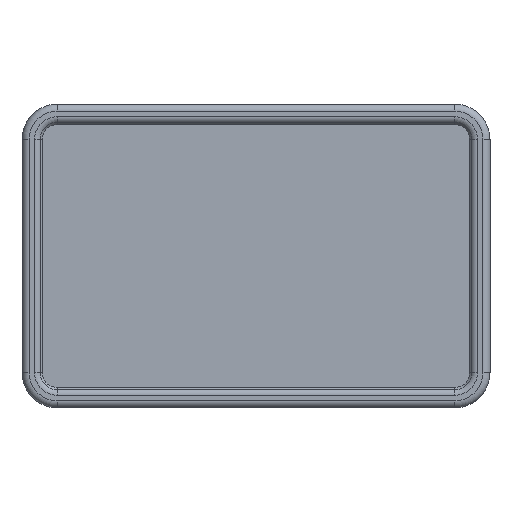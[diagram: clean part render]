
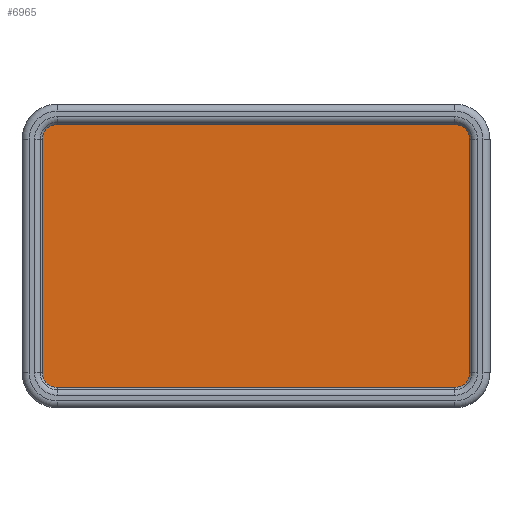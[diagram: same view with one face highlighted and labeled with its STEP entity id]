
A CAD part, front view. The second image highlights one B-rep face of the part: STEP entity #6965.
In plain terms, the highlighted planar face has unit normal (0, -1, 0).
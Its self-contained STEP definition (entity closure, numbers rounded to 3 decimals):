
#129 = CARTESIAN_POINT ( 'NONE',  ( -11.25, 0.3, 6.6 ) ) ;
#853 = CARTESIAN_POINT ( 'NONE',  ( 11.25, 0.3, 7.448 ) ) ;
#915 = DIRECTION ( 'NONE',  ( 0., 0., -1. ) ) ;
#954 = EDGE_CURVE ( 'NONE', #5104, #8503, #7530, .T. ) ;
#1043 = ORIENTED_EDGE ( 'NONE', *, *, #954, .F. ) ;
#1273 = AXIS2_PLACEMENT_3D ( 'NONE', #3230, #7811, #3873 ) ;
#1294 = DIRECTION ( 'NONE',  ( -1., 0., 0. ) ) ;
#1337 = DIRECTION ( 'NONE',  ( 0., 0., -1. ) ) ;
#1384 = CARTESIAN_POINT ( 'NONE',  ( -12.098, 0.3, -6.6 ) ) ;
#1461 = ORIENTED_EDGE ( 'NONE', *, *, #1469, .F. ) ;
#1469 = EDGE_CURVE ( 'NONE', #1499, #5310, #8770, .T. ) ;
#1499 = VERTEX_POINT ( 'NONE', #6434 ) ;
#1728 = LINE ( 'NONE', #8578, #5701 ) ;
#1876 = EDGE_CURVE ( 'NONE', #5310, #7699, #4077, .T. ) ;
#2006 = VERTEX_POINT ( 'NONE', #4402 ) ;
#2111 = CARTESIAN_POINT ( 'NONE',  ( -11.25, 0.3, -6.6 ) ) ;
#2278 = ORIENTED_EDGE ( 'NONE', *, *, #1876, .F. ) ;
#2282 = VECTOR ( 'NONE', #8614, 1000. ) ;
#2346 = EDGE_CURVE ( 'NONE', #8503, #1499, #1728, .T. ) ;
#2446 = AXIS2_PLACEMENT_3D ( 'NONE', #5607, #7362, #6769 ) ;
#2876 = PLANE ( 'NONE',  #3728 ) ;
#2916 = DIRECTION ( 'NONE',  ( 0., 0., 1. ) ) ;
#3122 = ORIENTED_EDGE ( 'NONE', *, *, #2346, .F. ) ;
#3127 = ORIENTED_EDGE ( 'NONE', *, *, #6706, .F. ) ;
#3230 = CARTESIAN_POINT ( 'NONE',  ( 11.25, 0.3, -6.6 ) ) ;
#3518 = CARTESIAN_POINT ( 'NONE',  ( 11.25, 0.3, 6.6 ) ) ;
#3728 = AXIS2_PLACEMENT_3D ( 'NONE', #2111, #7632, #2916 ) ;
#3733 = CARTESIAN_POINT ( 'NONE',  ( 11.25, 0.3, -7.448 ) ) ;
#3873 = DIRECTION ( 'NONE',  ( 0., 0., -1. ) ) ;
#4077 = LINE ( 'NONE', #9358, #10126 ) ;
#4304 = DIRECTION ( 'NONE',  ( 0., 0., -1. ) ) ;
#4402 = CARTESIAN_POINT ( 'NONE',  ( -11.25, 0.3, 7.448 ) ) ;
#4629 = LINE ( 'NONE', #6258, #2282 ) ;
#5033 = CARTESIAN_POINT ( 'NONE',  ( 12.098, 0.3, 6.6 ) ) ;
#5104 = VERTEX_POINT ( 'NONE', #7321 ) ;
#5135 = LINE ( 'NONE', #9264, #6995 ) ;
#5163 = ORIENTED_EDGE ( 'NONE', *, *, #8623, .F. ) ;
#5206 = AXIS2_PLACEMENT_3D ( 'NONE', #129, #5660, #915 ) ;
#5310 = VERTEX_POINT ( 'NONE', #1384 ) ;
#5450 = DIRECTION ( 'NONE',  ( 0., 0., 1. ) ) ;
#5607 = CARTESIAN_POINT ( 'NONE',  ( -11.25, 0.3, -6.6 ) ) ;
#5660 = DIRECTION ( 'NONE',  ( 0., 1., 0. ) ) ;
#5701 = VECTOR ( 'NONE', #1294, 1000. ) ;
#6258 = CARTESIAN_POINT ( 'NONE',  ( -11.25, 0.3, 7.448 ) ) ;
#6420 = CARTESIAN_POINT ( 'NONE',  ( -12.098, 0.3, 6.6 ) ) ;
#6434 = CARTESIAN_POINT ( 'NONE',  ( -11.25, 0.3, -7.448 ) ) ;
#6582 = ORIENTED_EDGE ( 'NONE', *, *, #8003, .F. ) ;
#6706 = EDGE_CURVE ( 'NONE', #7699, #2006, #9340, .T. ) ;
#6769 = DIRECTION ( 'NONE',  ( 0., 0., -1. ) ) ;
#6898 = FACE_OUTER_BOUND ( 'NONE', #9895, .T. ) ;
#6965 = ADVANCED_FACE ( 'NONE', ( #6898 ), #2876, .T. ) ;
#6995 = VECTOR ( 'NONE', #1337, 1000. ) ;
#7321 = CARTESIAN_POINT ( 'NONE',  ( 12.098, 0.3, -6.6 ) ) ;
#7362 = DIRECTION ( 'NONE',  ( 0., 1., 0. ) ) ;
#7364 = EDGE_CURVE ( 'NONE', #9429, #9564, #9691, .T. ) ;
#7530 = CIRCLE ( 'NONE', #1273, 0.848 ) ;
#7632 = DIRECTION ( 'NONE',  ( 0., -1., 0. ) ) ;
#7699 = VERTEX_POINT ( 'NONE', #6420 ) ;
#7762 = AXIS2_PLACEMENT_3D ( 'NONE', #3518, #9038, #4304 ) ;
#7811 = DIRECTION ( 'NONE',  ( 0., 1., 0. ) ) ;
#8003 = EDGE_CURVE ( 'NONE', #9564, #5104, #5135, .T. ) ;
#8503 = VERTEX_POINT ( 'NONE', #3733 ) ;
#8578 = CARTESIAN_POINT ( 'NONE',  ( -11.25, 0.3, -7.448 ) ) ;
#8614 = DIRECTION ( 'NONE',  ( 1., 0., 0. ) ) ;
#8623 = EDGE_CURVE ( 'NONE', #2006, #9429, #4629, .T. ) ;
#8770 = CIRCLE ( 'NONE', #2446, 0.848 ) ;
#8849 = ORIENTED_EDGE ( 'NONE', *, *, #7364, .F. ) ;
#9038 = DIRECTION ( 'NONE',  ( 0., 1., 0. ) ) ;
#9264 = CARTESIAN_POINT ( 'NONE',  ( 12.098, 0.3, -6.6 ) ) ;
#9340 = CIRCLE ( 'NONE', #5206, 0.848 ) ;
#9358 = CARTESIAN_POINT ( 'NONE',  ( -12.098, 0.3, -6.6 ) ) ;
#9429 = VERTEX_POINT ( 'NONE', #853 ) ;
#9564 = VERTEX_POINT ( 'NONE', #5033 ) ;
#9691 = CIRCLE ( 'NONE', #7762, 0.848 ) ;
#9895 = EDGE_LOOP ( 'NONE', ( #1461, #3122, #1043, #6582, #8849, #5163, #3127, #2278 ) ) ;
#10126 = VECTOR ( 'NONE', #5450, 1000. ) ;
